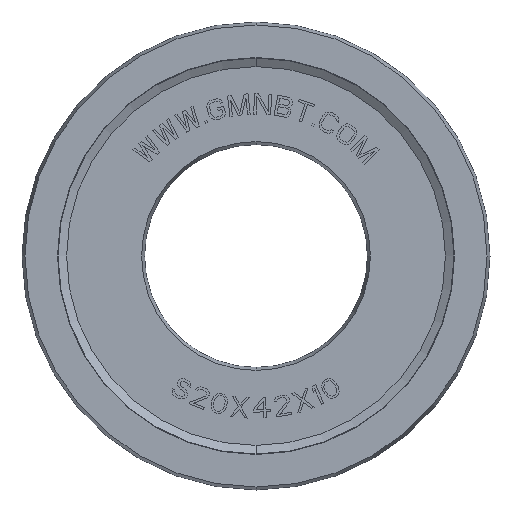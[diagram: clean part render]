
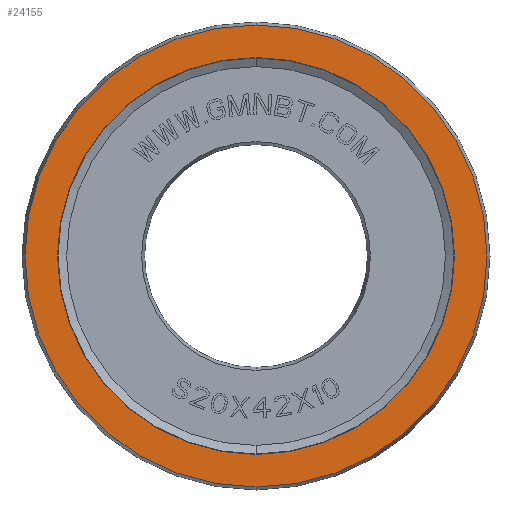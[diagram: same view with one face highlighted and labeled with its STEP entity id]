
A CAD part, front view. The second image highlights one B-rep face of the part: STEP entity #24155.
In plain terms, the highlighted planar face has unit normal (0, -1, 0).
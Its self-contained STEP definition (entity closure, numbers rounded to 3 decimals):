
#23428=CARTESIAN_POINT('',(0.,-5.,0.));
#23429=DIRECTION('',(0.,1.,0.));
#23430=DIRECTION('',(0.,0.,-1.));
#23431=AXIS2_PLACEMENT_3D('',#23428,#23429,#23430);
#23436=CARTESIAN_POINT('',(0.,-5.,0.));
#23437=DIRECTION('',(0.,-1.,0.));
#23438=DIRECTION('',(0.,0.,-1.));
#23439=AXIS2_PLACEMENT_3D('',#23436,#23437,#23438);
#23451=CARTESIAN_POINT('',(0.,-5.,0.));
#23452=DIRECTION('',(0.,-1.,0.));
#23453=DIRECTION('',(0.,0.,-1.));
#23454=AXIS2_PLACEMENT_3D('',#23451,#23452,#23453);
#23466=CARTESIAN_POINT('',(0.,-5.,0.));
#23467=DIRECTION('',(0.,1.,0.));
#23468=DIRECTION('',(0.,0.,-1.));
#23469=AXIS2_PLACEMENT_3D('',#23466,#23467,#23468);
#23832=CARTESIAN_POINT('',(0.,-5.,-17.816));
#23833=VERTEX_POINT('',#23832);
#23834=CARTESIAN_POINT('',(0.,-5.,-20.732));
#23836=VERTEX_POINT('',#23834);
#23876=CARTESIAN_POINT('',(0.,-5.,17.816));
#23877=VERTEX_POINT('',#23876);
#23878=CARTESIAN_POINT('',(0.,-5.,20.732));
#23880=VERTEX_POINT('',#23878);
#24140=CARTESIAN_POINT('',(0.,-5.,0.));
#24141=DIRECTION('',(0.,1.,0.));
#24142=DIRECTION('',(0.,0.,-1.));
#24143=AXIS2_PLACEMENT_3D('',#24140,#24141,#24142);
#24144=PLANE('',#24143);
#24146=ORIENTED_EDGE('',*,*,#24145,.F.);
#24148=ORIENTED_EDGE('',*,*,#24147,.T.);
#24149=EDGE_LOOP('',(#24146,#24148));
#24150=FACE_OUTER_BOUND('',#24149,.F.);
#24151=ORIENTED_EDGE('',*,*,#24133,.F.);
#24152=ORIENTED_EDGE('',*,*,#24122,.T.);
#24153=EDGE_LOOP('',(#24151,#24152));
#24154=FACE_BOUND('',#24153,.F.);
#23432=CIRCLE('',#23431,17.816);
#23440=CIRCLE('',#23439,17.816);
#23455=CIRCLE('',#23454,20.732);
#23470=CIRCLE('',#23469,20.732);
#24122=EDGE_CURVE('',#23833,#23877,#23440,.T.);
#24133=EDGE_CURVE('',#23833,#23877,#23432,.T.);
#24145=EDGE_CURVE('',#23836,#23880,#23455,.T.);
#24147=EDGE_CURVE('',#23836,#23880,#23470,.T.);
#24155=ADVANCED_FACE('',(#24150,#24154),#24144,.F.);
